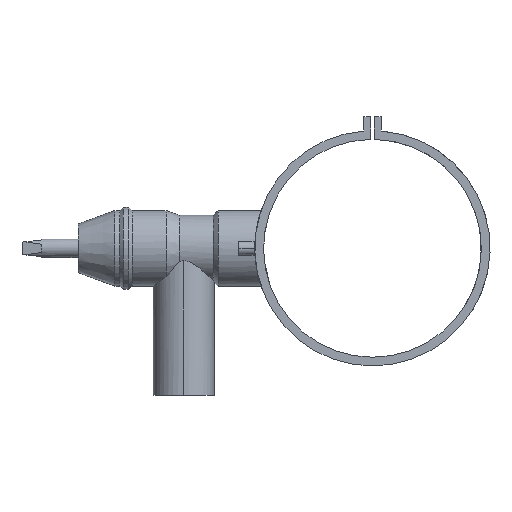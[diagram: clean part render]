
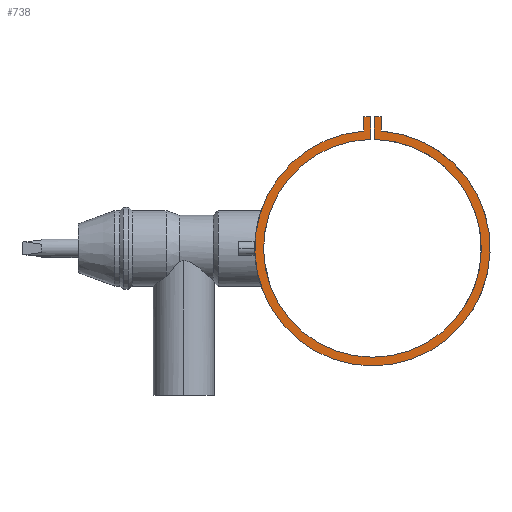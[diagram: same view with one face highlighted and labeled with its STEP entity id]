
A CAD part, left-side view. The second image highlights one B-rep face of the part: STEP entity #738.
In plain terms, the highlighted planar face has unit normal (-1, 0, 0).
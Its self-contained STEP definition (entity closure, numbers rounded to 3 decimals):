
#134 = EDGE_CURVE ( 'NONE', #1820, #1211, #1862, .T. ) ;
#253 = CARTESIAN_POINT ( 'NONE',  ( -70., 9., 136.166 ) ) ;
#263 = CARTESIAN_POINT ( 'NONE',  ( -70., -2., 136.166 ) ) ;
#312 = VECTOR ( 'NONE', #1281, 1000. ) ;
#338 = VECTOR ( 'NONE', #1853, 1000. ) ;
#373 = CARTESIAN_POINT ( 'NONE',  ( -70., -9., 136.166 ) ) ;
#398 = VECTOR ( 'NONE', #2399, 1000. ) ;
#408 = LINE ( 'NONE', #1443, #398 ) ;
#412 = CARTESIAN_POINT ( 'NONE',  ( -70., 0., 0. ) ) ;
#421 = AXIS2_PLACEMENT_3D ( 'NONE', #996, #2016, #2915 ) ;
#433 = AXIS2_PLACEMENT_3D ( 'NONE', #2000, #2897, #724 ) ;
#478 = CIRCLE ( 'NONE', #433, 112.5 ) ;
#558 = VECTOR ( 'NONE', #1410, 1000. ) ;
#571 = ORIENTED_EDGE ( 'NONE', *, *, #1295, .F. ) ;
#578 = DIRECTION ( 'NONE',  ( 0., 0., -1. ) ) ;
#612 = AXIS2_PLACEMENT_3D ( 'NONE', #412, #1447, #2403 ) ;
#645 = CARTESIAN_POINT ( 'NONE',  ( -70., 9., 136.166 ) ) ;
#663 = VECTOR ( 'NONE', #933, 1000. ) ;
#694 = EDGE_CURVE ( 'NONE', #1211, #3044, #478, .T. ) ;
#724 = DIRECTION ( 'NONE',  ( 0., 0., -1. ) ) ;
#727 = ORIENTED_EDGE ( 'NONE', *, *, #790, .F. ) ;
#738 = ADVANCED_FACE ( 'NONE', ( #2238 ), #3134, .F. ) ;
#790 = EDGE_CURVE ( 'NONE', #2594, #2491, #2487, .T. ) ;
#821 = CARTESIAN_POINT ( 'NONE',  ( -70., 9., 136.166 ) ) ;
#933 = DIRECTION ( 'NONE',  ( 0., 0., 1. ) ) ;
#996 = CARTESIAN_POINT ( 'NONE',  ( -70., 0., 0. ) ) ;
#1035 = CARTESIAN_POINT ( 'NONE',  ( -70., -2., 112.482 ) ) ;
#1197 = CARTESIAN_POINT ( 'NONE',  ( -70., -9., 121.166 ) ) ;
#1211 = VERTEX_POINT ( 'NONE', #2541 ) ;
#1281 = DIRECTION ( 'NONE',  ( 0., 0., 1. ) ) ;
#1295 = EDGE_CURVE ( 'NONE', #3044, #2213, #2184, .T. ) ;
#1354 = EDGE_LOOP ( 'NONE', ( #1405, #1602, #3030, #571, #2046, #2987, #2048, #727 ) ) ;
#1405 = ORIENTED_EDGE ( 'NONE', *, *, #1890, .F. ) ;
#1410 = DIRECTION ( 'NONE',  ( 0., 0., -1. ) ) ;
#1412 = EDGE_CURVE ( 'NONE', #2491, #1820, #2981, .T. ) ;
#1429 = CARTESIAN_POINT ( 'NONE',  ( -70., 2., 136.166 ) ) ;
#1443 = CARTESIAN_POINT ( 'NONE',  ( -70., -2., 136.166 ) ) ;
#1447 = DIRECTION ( 'NONE',  ( 1., 0., 0. ) ) ;
#1458 = VERTEX_POINT ( 'NONE', #2590 ) ;
#1602 = ORIENTED_EDGE ( 'NONE', *, *, #2460, .F. ) ;
#1820 = VERTEX_POINT ( 'NONE', #1429 ) ;
#1853 = DIRECTION ( 'NONE',  ( 0., -1., 0. ) ) ;
#1862 = LINE ( 'NONE', #2776, #1882 ) ;
#1882 = VECTOR ( 'NONE', #578, 1000. ) ;
#1890 = EDGE_CURVE ( 'NONE', #1922, #2594, #2054, .T. ) ;
#1910 = LINE ( 'NONE', #373, #558 ) ;
#1922 = VERTEX_POINT ( 'NONE', #1197 ) ;
#1960 = CARTESIAN_POINT ( 'NONE',  ( -70., 9., 121.166 ) ) ;
#2000 = CARTESIAN_POINT ( 'NONE',  ( -70., 0., 0. ) ) ;
#2016 = DIRECTION ( 'NONE',  ( 1., 0., 0. ) ) ;
#2046 = ORIENTED_EDGE ( 'NONE', *, *, #694, .F. ) ;
#2048 = ORIENTED_EDGE ( 'NONE', *, *, #1412, .F. ) ;
#2054 = CIRCLE ( 'NONE', #612, 121.5 ) ;
#2184 = LINE ( 'NONE', #3079, #663 ) ;
#2213 = VERTEX_POINT ( 'NONE', #263 ) ;
#2238 = FACE_OUTER_BOUND ( 'NONE', #1354, .T. ) ;
#2399 = DIRECTION ( 'NONE',  ( 0., -1., 0. ) ) ;
#2403 = DIRECTION ( 'NONE',  ( 0., 0., -1. ) ) ;
#2460 = EDGE_CURVE ( 'NONE', #1458, #1922, #1910, .T. ) ;
#2487 = LINE ( 'NONE', #253, #312 ) ;
#2491 = VERTEX_POINT ( 'NONE', #645 ) ;
#2531 = EDGE_CURVE ( 'NONE', #2213, #1458, #408, .T. ) ;
#2541 = CARTESIAN_POINT ( 'NONE',  ( -70., 2., 112.482 ) ) ;
#2590 = CARTESIAN_POINT ( 'NONE',  ( -70., -9., 136.166 ) ) ;
#2594 = VERTEX_POINT ( 'NONE', #1960 ) ;
#2776 = CARTESIAN_POINT ( 'NONE',  ( -70., 2., 136.166 ) ) ;
#2897 = DIRECTION ( 'NONE',  ( -1., 0., 0. ) ) ;
#2915 = DIRECTION ( 'NONE',  ( 0., 0., -1. ) ) ;
#2981 = LINE ( 'NONE', #821, #338 ) ;
#2987 = ORIENTED_EDGE ( 'NONE', *, *, #134, .F. ) ;
#3030 = ORIENTED_EDGE ( 'NONE', *, *, #2531, .F. ) ;
#3044 = VERTEX_POINT ( 'NONE', #1035 ) ;
#3079 = CARTESIAN_POINT ( 'NONE',  ( -70., -2., 136.166 ) ) ;
#3134 = PLANE ( 'NONE',  #421 ) ;
